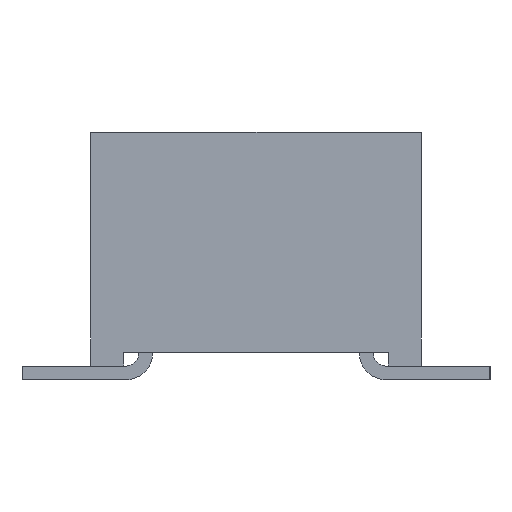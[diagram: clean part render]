
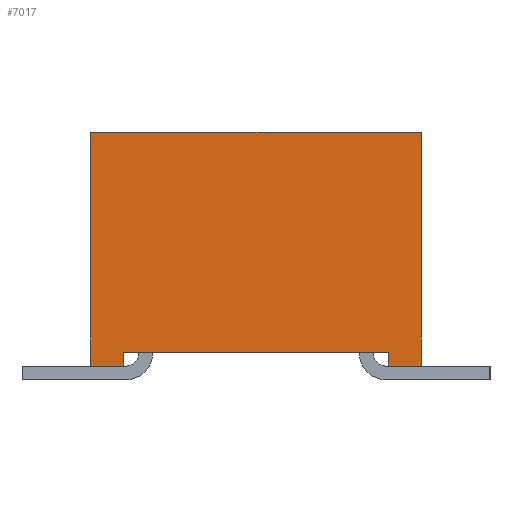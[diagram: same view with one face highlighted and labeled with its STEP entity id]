
A CAD part, left-side view. The second image highlights one B-rep face of the part: STEP entity #7017.
In plain terms, the highlighted planar face has unit normal (-1, 0, 0).
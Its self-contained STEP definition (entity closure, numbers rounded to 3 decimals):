
#7017 = ADVANCED_FACE('',(#7018),#7084,.F.);
#7018 = FACE_BOUND('',#7019,.T.);
#7019 = EDGE_LOOP('',(#7020,#7030,#7038,#7046,#7054,#7062,#7070,#7078));
#7020 = ORIENTED_EDGE('',*,*,#7021,.T.);
#7021 = EDGE_CURVE('',#7022,#7024,#7026,.T.);
#7022 = VERTEX_POINT('',#7023);
#7023 = CARTESIAN_POINT('',(-16.726,-1.219,0.277));
#7024 = VERTEX_POINT('',#7025);
#7025 = CARTESIAN_POINT('',(-16.726,-1.219,0.15));
#7026 = LINE('',#7027,#7028);
#7027 = CARTESIAN_POINT('',(-16.726,-1.219,0.277));
#7028 = VECTOR('',#7029,1.);
#7029 = DIRECTION('',(0.,0.,-1.));
#7030 = ORIENTED_EDGE('',*,*,#7031,.T.);
#7031 = EDGE_CURVE('',#7024,#7032,#7034,.T.);
#7032 = VERTEX_POINT('',#7033);
#7033 = CARTESIAN_POINT('',(-16.726,-1.524,0.15));
#7034 = LINE('',#7035,#7036);
#7035 = CARTESIAN_POINT('',(-16.726,1.524,0.15));
#7036 = VECTOR('',#7037,1.);
#7037 = DIRECTION('',(0.,-1.,0.));
#7038 = ORIENTED_EDGE('',*,*,#7039,.F.);
#7039 = EDGE_CURVE('',#7040,#7032,#7042,.T.);
#7040 = VERTEX_POINT('',#7041);
#7041 = CARTESIAN_POINT('',(-16.726,-1.524,2.309));
#7042 = LINE('',#7043,#7044);
#7043 = CARTESIAN_POINT('',(-16.726,-1.524,2.309));
#7044 = VECTOR('',#7045,1.);
#7045 = DIRECTION('',(0.,0.,-1.));
#7046 = ORIENTED_EDGE('',*,*,#7047,.F.);
#7047 = EDGE_CURVE('',#7048,#7040,#7050,.T.);
#7048 = VERTEX_POINT('',#7049);
#7049 = CARTESIAN_POINT('',(-16.726,1.524,2.309));
#7050 = LINE('',#7051,#7052);
#7051 = CARTESIAN_POINT('',(-16.726,1.524,2.309));
#7052 = VECTOR('',#7053,1.);
#7053 = DIRECTION('',(0.,-1.,0.));
#7054 = ORIENTED_EDGE('',*,*,#7055,.T.);
#7055 = EDGE_CURVE('',#7048,#7056,#7058,.T.);
#7056 = VERTEX_POINT('',#7057);
#7057 = CARTESIAN_POINT('',(-16.726,1.524,0.15));
#7058 = LINE('',#7059,#7060);
#7059 = CARTESIAN_POINT('',(-16.726,1.524,2.309));
#7060 = VECTOR('',#7061,1.);
#7061 = DIRECTION('',(0.,0.,-1.));
#7062 = ORIENTED_EDGE('',*,*,#7063,.T.);
#7063 = EDGE_CURVE('',#7056,#7064,#7066,.T.);
#7064 = VERTEX_POINT('',#7065);
#7065 = CARTESIAN_POINT('',(-16.726,1.219,0.15));
#7066 = LINE('',#7067,#7068);
#7067 = CARTESIAN_POINT('',(-16.726,1.524,0.15));
#7068 = VECTOR('',#7069,1.);
#7069 = DIRECTION('',(0.,-1.,0.));
#7070 = ORIENTED_EDGE('',*,*,#7071,.T.);
#7071 = EDGE_CURVE('',#7064,#7072,#7074,.T.);
#7072 = VERTEX_POINT('',#7073);
#7073 = CARTESIAN_POINT('',(-16.726,1.219,0.277));
#7074 = LINE('',#7075,#7076);
#7075 = CARTESIAN_POINT('',(-16.726,1.219,0.023));
#7076 = VECTOR('',#7077,1.);
#7077 = DIRECTION('',(0.,0.,1.));
#7078 = ORIENTED_EDGE('',*,*,#7079,.T.);
#7079 = EDGE_CURVE('',#7072,#7022,#7080,.T.);
#7080 = LINE('',#7081,#7082);
#7081 = CARTESIAN_POINT('',(-16.726,1.219,0.277));
#7082 = VECTOR('',#7083,1.);
#7083 = DIRECTION('',(0.,-1.,0.));
#7084 = PLANE('',#7085);
#7085 = AXIS2_PLACEMENT_3D('',#7086,#7087,#7088);
#7086 = CARTESIAN_POINT('',(-16.726,1.524,2.309));
#7087 = DIRECTION('',(1.,0.,0.));
#7088 = DIRECTION('',(0.,1.,0.));
